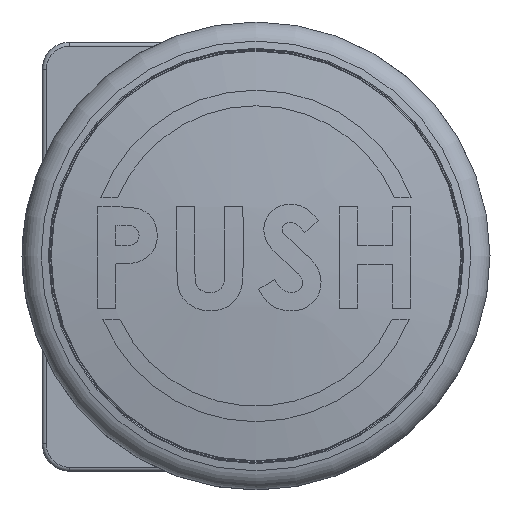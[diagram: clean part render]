
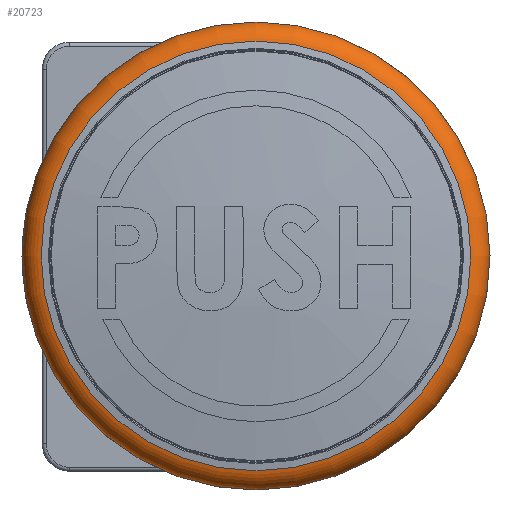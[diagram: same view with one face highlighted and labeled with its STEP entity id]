
A CAD part, top view. The second image highlights one B-rep face of the part: STEP entity #20723.
In plain terms, the highlighted toroidal (fillet/blend) face has major radius 27 mm and minor radius 3 mm.
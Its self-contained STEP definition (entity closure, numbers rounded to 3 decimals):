
#525=TOROIDAL_SURFACE($,#22488,27.,3.);
#704=FACE_BOUND($,#3218,.T.);
#1850=FACE_OUTER_BOUND($,#3217,.T.);
#3217=EDGE_LOOP($,(#16132));
#3218=EDGE_LOOP($,(#16133));
#4555=CIRCLE($,#22489,27.545);
#4556=CIRCLE($,#22490,30.);
#9237=VERTEX_POINT($,#38469);
#9238=VERTEX_POINT($,#38471);
#11700=EDGE_CURVE($,#9237,#9237,#4555,.T.);
#11701=EDGE_CURVE($,#9238,#9238,#4556,.T.);
#16132=ORIENTED_EDGE($,*,*,#11700,.F.);
#16133=ORIENTED_EDGE($,*,*,#11701,.F.);
#20723=ADVANCED_FACE($,(#1850,#704),#525,.T.);
#22488=AXIS2_PLACEMENT_3D($,#38468,#26574,#26575);
#22489=AXIS2_PLACEMENT_3D($,#38470,#26576,#26577);
#22490=AXIS2_PLACEMENT_3D($,#38472,#26578,#26579);
#26574=DIRECTION('center_axis',(0.,-1.,0.));
#26575=DIRECTION('ref_axis',(0.,0.,-1.));
#26576=DIRECTION('center_axis',(0.,1.,0.));
#26577=DIRECTION('ref_axis',(0.,0.,-1.));
#26578=DIRECTION('center_axis',(0.,-1.,0.));
#26579=DIRECTION('ref_axis',(0.,0.,-1.));
#38468=CARTESIAN_POINT('Origin',(0.,38.525,0.));
#38469=CARTESIAN_POINT('',(0.,41.475,-27.545));
#38470=CARTESIAN_POINT('Origin',(0.,41.475,0.));
#38471=CARTESIAN_POINT('',(0.,38.525,-30.));
#38472=CARTESIAN_POINT('Origin',(0.,38.525,0.));
